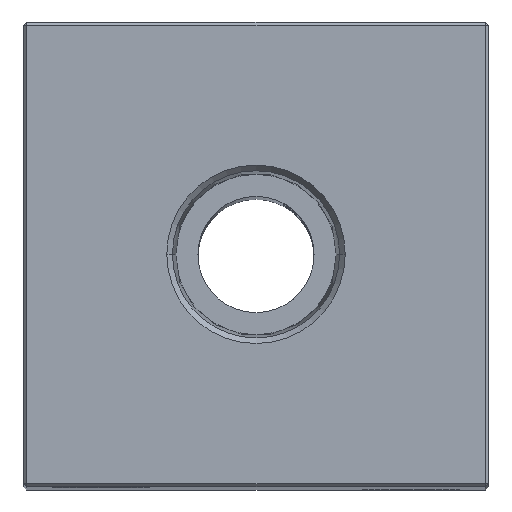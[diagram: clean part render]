
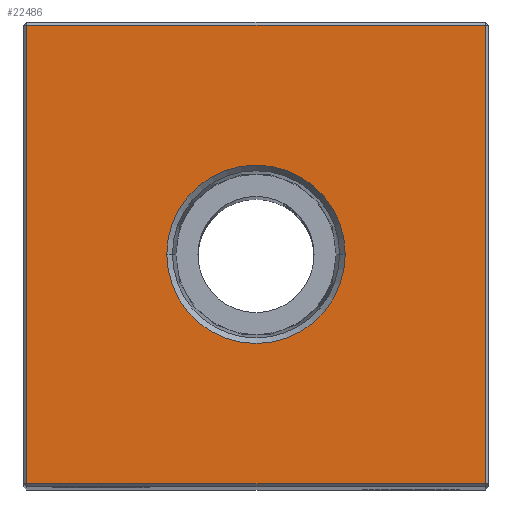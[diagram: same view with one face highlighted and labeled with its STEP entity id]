
A CAD part, top view. The second image highlights one B-rep face of the part: STEP entity #22486.
In plain terms, the highlighted planar face has unit normal (0, 0, 1).
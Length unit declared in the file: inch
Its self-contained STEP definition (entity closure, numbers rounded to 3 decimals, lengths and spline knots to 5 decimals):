
#100 = AXIS2_PLACEMENT_3D ( 'NONE', #28477, #14297, #30919 ) ;
#150 = ORIENTED_EDGE ( 'NONE', *, *, #11874, .F. ) ;
#257 = DIRECTION ( 'NONE',  ( 0., 0., 1. ) ) ;
#949 = DIRECTION ( 'NONE',  ( -1., 0., 0. ) ) ;
#968 = DIRECTION ( 'NONE',  ( 0., 1., 0. ) ) ;
#1107 = DIRECTION ( 'NONE',  ( -1., 0., 0. ) ) ;
#2670 = DIRECTION ( 'NONE',  ( 0., -1., 0. ) ) ;
#3229 = LINE ( 'NONE', #15252, #14476 ) ;
#3858 = VERTEX_POINT ( 'NONE', #9956 ) ;
#4557 = LINE ( 'NONE', #14513, #16529 ) ;
#4875 = FACE_OUTER_BOUND ( 'NONE', #27788, .T. ) ;
#5018 = ORIENTED_EDGE ( 'NONE', *, *, #10069, .T. ) ;
#5027 = CARTESIAN_POINT ( 'NONE',  ( 0.74, -0.74, 6.25 ) ) ;
#5323 = VERTEX_POINT ( 'NONE', #30795 ) ;
#8274 = VERTEX_POINT ( 'NONE', #5027 ) ;
#9956 = CARTESIAN_POINT ( 'NONE',  ( -0.288, 0., 6.25 ) ) ;
#10015 = VECTOR ( 'NONE', #25595, 39.37008 ) ;
#10028 = ORIENTED_EDGE ( 'NONE', *, *, #17609, .T. ) ;
#10069 = EDGE_CURVE ( 'NONE', #8274, #5323, #3229, .T. ) ;
#11267 = FACE_BOUND ( 'NONE', #19731, .T. ) ;
#11289 = VERTEX_POINT ( 'NONE', #11736 ) ;
#11736 = CARTESIAN_POINT ( 'NONE',  ( -0.74, 0.74, 6.25 ) ) ;
#11874 = EDGE_CURVE ( 'NONE', #3858, #30815, #20189, .T. ) ;
#12783 = PLANE ( 'NONE',  #20813 ) ;
#12936 = VECTOR ( 'NONE', #1107, 39.37008 ) ;
#14297 = DIRECTION ( 'NONE',  ( 0., 0., 1. ) ) ;
#14476 = VECTOR ( 'NONE', #968, 39.37008 ) ;
#14513 = CARTESIAN_POINT ( 'NONE',  ( -0.74, 0., 6.25 ) ) ;
#14532 = ORIENTED_EDGE ( 'NONE', *, *, #24901, .F. ) ;
#14581 = CARTESIAN_POINT ( 'NONE',  ( 0., 0., 6.25 ) ) ;
#14998 = CARTESIAN_POINT ( 'NONE',  ( 0.288, 0., 6.25 ) ) ;
#15235 = DIRECTION ( 'NONE',  ( 0., 0., -1. ) ) ;
#15252 = CARTESIAN_POINT ( 'NONE',  ( 0.74, 0., 6.25 ) ) ;
#15639 = EDGE_CURVE ( 'NONE', #20710, #8274, #23366, .T. ) ;
#16529 = VECTOR ( 'NONE', #2670, 39.37008 ) ;
#16924 = DIRECTION ( 'NONE',  ( 1., 0., 0. ) ) ;
#17120 = AXIS2_PLACEMENT_3D ( 'NONE', #14581, #257, #16924 ) ;
#17609 = EDGE_CURVE ( 'NONE', #11289, #20710, #4557, .T. ) ;
#19511 = ORIENTED_EDGE ( 'NONE', *, *, #24685, .T. ) ;
#19731 = EDGE_LOOP ( 'NONE', ( #14532, #150 ) ) ;
#20189 = CIRCLE ( 'NONE', #100, 0.288 ) ;
#20710 = VERTEX_POINT ( 'NONE', #24476 ) ;
#20813 = AXIS2_PLACEMENT_3D ( 'NONE', #29471, #15235, #949 ) ;
#22486 = ADVANCED_FACE ( 'NONE', ( #4875, #11267 ), #12783, .F. ) ;
#23215 = CARTESIAN_POINT ( 'NONE',  ( 0., -0.74, 6.25 ) ) ;
#23366 = LINE ( 'NONE', #23215, #10015 ) ;
#24476 = CARTESIAN_POINT ( 'NONE',  ( -0.74, -0.74, 6.25 ) ) ;
#24685 = EDGE_CURVE ( 'NONE', #5323, #11289, #26262, .T. ) ;
#24901 = EDGE_CURVE ( 'NONE', #30815, #3858, #26231, .T. ) ;
#25595 = DIRECTION ( 'NONE',  ( 1., 0., 0. ) ) ;
#26231 = CIRCLE ( 'NONE', #17120, 0.288 ) ;
#26262 = LINE ( 'NONE', #29628, #12936 ) ;
#27788 = EDGE_LOOP ( 'NONE', ( #10028, #30935, #5018, #19511 ) ) ;
#28477 = CARTESIAN_POINT ( 'NONE',  ( 0., 0., 6.25 ) ) ;
#29471 = CARTESIAN_POINT ( 'NONE',  ( 0., 0., 6.25 ) ) ;
#29628 = CARTESIAN_POINT ( 'NONE',  ( 0., 0.74, 6.25 ) ) ;
#30795 = CARTESIAN_POINT ( 'NONE',  ( 0.74, 0.74, 6.25 ) ) ;
#30815 = VERTEX_POINT ( 'NONE', #14998 ) ;
#30919 = DIRECTION ( 'NONE',  ( 1., 0., 0. ) ) ;
#30935 = ORIENTED_EDGE ( 'NONE', *, *, #15639, .T. ) ;
